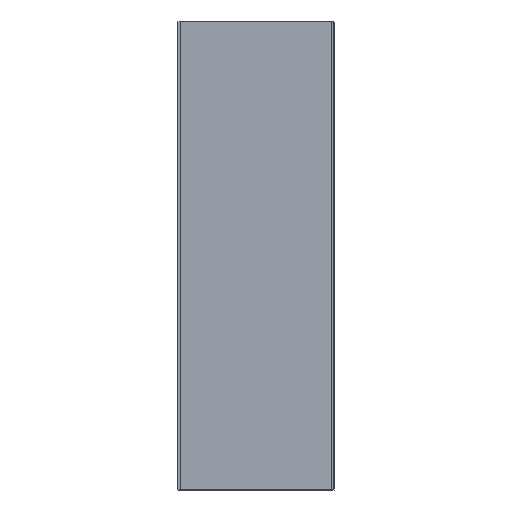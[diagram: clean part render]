
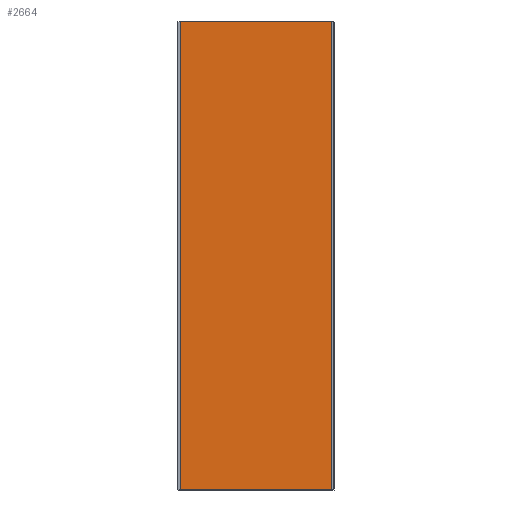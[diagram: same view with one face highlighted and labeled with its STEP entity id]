
A CAD part, left-side view. The second image highlights one B-rep face of the part: STEP entity #2664.
In plain terms, the highlighted planar face has unit normal (-1, 0, 0).
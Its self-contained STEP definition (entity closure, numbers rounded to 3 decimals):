
#21 = VERTEX_POINT ( 'NONE', #157 ) ;
#157 = CARTESIAN_POINT ( 'NONE',  ( -6.4, 0.02, -1.95 ) ) ;
#223 = ORIENTED_EDGE ( 'NONE', *, *, #2797, .T. ) ;
#245 = EDGE_LOOP ( 'NONE', ( #1080, #223, #2367, #2185 ) ) ;
#275 = CARTESIAN_POINT ( 'NONE',  ( -6.4, 1.28, 1.95 ) ) ;
#295 = LINE ( 'NONE', #807, #2131 ) ;
#416 = VERTEX_POINT ( 'NONE', #531 ) ;
#428 = VERTEX_POINT ( 'NONE', #275 ) ;
#531 = CARTESIAN_POINT ( 'NONE',  ( -6.4, 0.02, 1.95 ) ) ;
#579 = VERTEX_POINT ( 'NONE', #2280 ) ;
#597 = VECTOR ( 'NONE', #890, 1000. ) ;
#793 = EDGE_CURVE ( 'NONE', #579, #428, #1740, .T. ) ;
#807 = CARTESIAN_POINT ( 'NONE',  ( -6.4, 1.3, -1.95 ) ) ;
#890 = DIRECTION ( 'NONE',  ( 0., -1., 0. ) ) ;
#1080 = ORIENTED_EDGE ( 'NONE', *, *, #793, .F. ) ;
#1082 = CARTESIAN_POINT ( 'NONE',  ( -6.4, 1.3, 1.95 ) ) ;
#1096 = LINE ( 'NONE', #1082, #597 ) ;
#1123 = DIRECTION ( 'NONE',  ( 0., 0., -1. ) ) ;
#1239 = PLANE ( 'NONE',  #2416 ) ;
#1477 = DIRECTION ( 'NONE',  ( 0., 0., -1. ) ) ;
#1568 = CARTESIAN_POINT ( 'NONE',  ( -6.4, 0.02, 1.95 ) ) ;
#1653 = VECTOR ( 'NONE', #1123, 1000. ) ;
#1708 = EDGE_CURVE ( 'NONE', #428, #416, #1096, .T. ) ;
#1740 = LINE ( 'NONE', #1909, #2450 ) ;
#1909 = CARTESIAN_POINT ( 'NONE',  ( -6.4, 1.28, 1.95 ) ) ;
#2001 = DIRECTION ( 'NONE',  ( 0., -1., 0. ) ) ;
#2131 = VECTOR ( 'NONE', #2001, 1000. ) ;
#2167 = CARTESIAN_POINT ( 'NONE',  ( -6.4, 1.3, 1.95 ) ) ;
#2185 = ORIENTED_EDGE ( 'NONE', *, *, #1708, .F. ) ;
#2280 = CARTESIAN_POINT ( 'NONE',  ( -6.4, 1.28, -1.95 ) ) ;
#2367 = ORIENTED_EDGE ( 'NONE', *, *, #2948, .F. ) ;
#2416 = AXIS2_PLACEMENT_3D ( 'NONE', #2167, #2928, #1477 ) ;
#2450 = VECTOR ( 'NONE', #2833, 1000. ) ;
#2664 = ADVANCED_FACE ( 'NONE', ( #2712 ), #1239, .F. ) ;
#2712 = FACE_OUTER_BOUND ( 'NONE', #245, .T. ) ;
#2797 = EDGE_CURVE ( 'NONE', #579, #21, #295, .T. ) ;
#2833 = DIRECTION ( 'NONE',  ( 0., 0., 1. ) ) ;
#2928 = DIRECTION ( 'NONE',  ( 1., 0., 0. ) ) ;
#2948 = EDGE_CURVE ( 'NONE', #416, #21, #3002, .T. ) ;
#3002 = LINE ( 'NONE', #1568, #1653 ) ;
